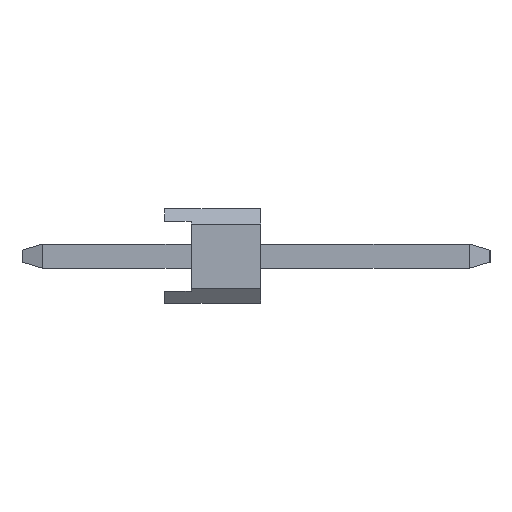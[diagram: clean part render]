
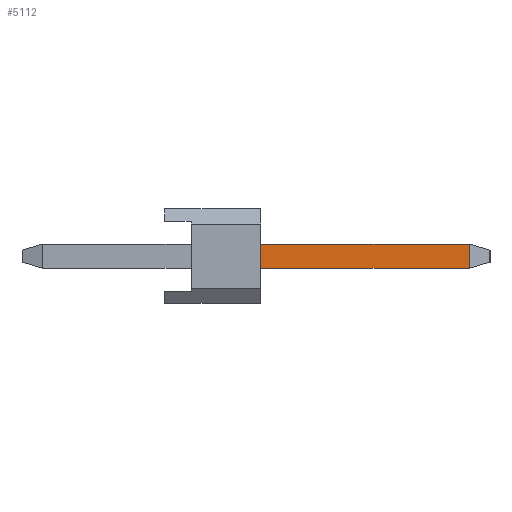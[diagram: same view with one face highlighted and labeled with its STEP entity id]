
A CAD part, left-side view. The second image highlights one B-rep face of the part: STEP entity #5112.
In plain terms, the highlighted planar face has unit normal (-1, 0, 0).
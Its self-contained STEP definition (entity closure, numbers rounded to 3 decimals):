
#2840=EDGE_CURVE('',#4886,#4396,#8385,.T.);
#3466=VERTEX_POINT('',#9089);
#4396=VERTEX_POINT('',#10112);
#4886=VERTEX_POINT('',#10645);
#5112=ADVANCED_FACE('',(#10892),#10893,.T.);
#5370=EDGE_CURVE('',#6360,#3466,#11171,.T.);
#6116=EDGE_CURVE('',#3466,#4886,#11980,.T.);
#6360=VERTEX_POINT('',#12244);
#8066=EDGE_CURVE('',#4396,#6360,#14141,.T.);
#8385=LINE('',#14533,#14534);
#9089=CARTESIAN_POINT('',(-21.91,-2.54,0.32));
#10112=CARTESIAN_POINT('',(-21.91,-8.074,-0.32));
#10645=CARTESIAN_POINT('',(-21.91,-8.074,0.32));
#10892=FACE_OUTER_BOUND('',#18159,.T.);
#10893=PLANE('',#18160);
#11171=LINE('',#18571,#18572);
#11980=LINE('',#19712,#19713);
#12244=CARTESIAN_POINT('',(-21.91,-2.54,-0.32));
#14141=LINE('',#22861,#22862);
#14533=CARTESIAN_POINT('',(-21.91,-8.074,0.5));
#14534=VECTOR('',#23314,1.0);
#18159=EDGE_LOOP('',(#25819,#25820,#25821,#25822));
#18160=AXIS2_PLACEMENT_3D('',#25823,#25824,#25825);
#18571=CARTESIAN_POINT('',(-21.91,-2.54,0.252));
#18572=VECTOR('',#26054,1.0);
#19712=CARTESIAN_POINT('',(-21.91,-2.42,0.32));
#19713=VECTOR('',#26746,1.0);
#22861=CARTESIAN_POINT('',(-21.91,3.234,-0.32));
#22862=VECTOR('',#29038,1.0);
#23314=DIRECTION('',(0.0,0.,-1.0));
#25819=ORIENTED_EDGE('',*,*,#5370,.F.);
#25820=ORIENTED_EDGE('',*,*,#8066,.F.);
#25821=ORIENTED_EDGE('',*,*,#2840,.F.);
#25822=ORIENTED_EDGE('',*,*,#6116,.F.);
#25823=CARTESIAN_POINT('',(-21.91,3.234,0.5));
#25824=DIRECTION('',(-1.0,0.,0.));
#25825=DIRECTION('',(0.,1.0,0.));
#26054=DIRECTION('',(0.,0.,1.0));
#26746=DIRECTION('',(0.,-1.0,0.));
#29038=DIRECTION('',(0.,1.0,0.));
